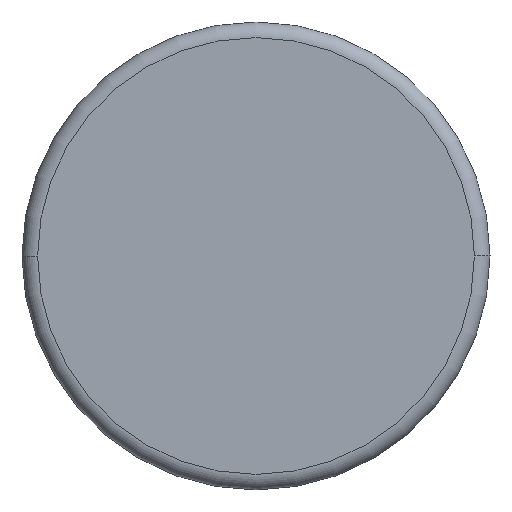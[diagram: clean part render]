
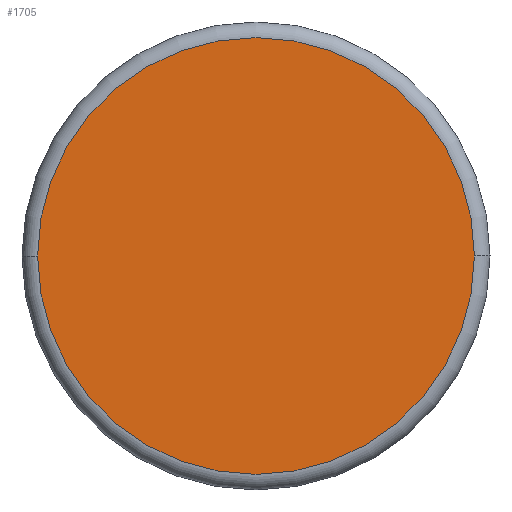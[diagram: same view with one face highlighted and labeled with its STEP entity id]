
A CAD part, front view. The second image highlights one B-rep face of the part: STEP entity #1705.
In plain terms, the highlighted planar face has unit normal (0, -1, 0).
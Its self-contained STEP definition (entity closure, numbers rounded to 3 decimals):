
#35 = CIRCLE ( 'NONE', #389, 7. ) ;
#389 = AXIS2_PLACEMENT_3D ( 'NONE', #1114, #622, #1465 ) ;
#622 = DIRECTION ( 'NONE',  ( 0., -1., 0. ) ) ;
#686 = DIRECTION ( 'NONE',  ( 0., 1., 0. ) ) ;
#823 = DIRECTION ( 'NONE',  ( -1., 0., 0. ) ) ;
#853 = CARTESIAN_POINT ( 'NONE',  ( 0., -20., 0. ) ) ;
#860 = CIRCLE ( 'NONE', #1322, 7. ) ;
#864 = ORIENTED_EDGE ( 'NONE', *, *, #1377, .T. ) ;
#965 = CARTESIAN_POINT ( 'NONE',  ( 7., -20., 0. ) ) ;
#992 = DIRECTION ( 'NONE',  ( 0., -1., 0. ) ) ;
#1114 = CARTESIAN_POINT ( 'NONE',  ( 0., -20., 0. ) ) ;
#1175 = EDGE_CURVE ( 'NONE', #1879, #1186, #35, .T. ) ;
#1186 = VERTEX_POINT ( 'NONE', #965 ) ;
#1322 = AXIS2_PLACEMENT_3D ( 'NONE', #1662, #992, #823 ) ;
#1331 = FACE_OUTER_BOUND ( 'NONE', #2135, .T. ) ;
#1350 = DIRECTION ( 'NONE',  ( -1., 0., 0. ) ) ;
#1377 = EDGE_CURVE ( 'NONE', #1186, #1879, #860, .T. ) ;
#1465 = DIRECTION ( 'NONE',  ( -1., 0., 0. ) ) ;
#1662 = CARTESIAN_POINT ( 'NONE',  ( 0., -20., 0. ) ) ;
#1705 = ADVANCED_FACE ( 'NONE', ( #1331 ), #1994, .F. ) ;
#1763 = CARTESIAN_POINT ( 'NONE',  ( -7., -20., 0. ) ) ;
#1765 = ORIENTED_EDGE ( 'NONE', *, *, #1175, .T. ) ;
#1879 = VERTEX_POINT ( 'NONE', #1763 ) ;
#1994 = PLANE ( 'NONE',  #2015 ) ;
#2015 = AXIS2_PLACEMENT_3D ( 'NONE', #853, #686, #1350 ) ;
#2135 = EDGE_LOOP ( 'NONE', ( #1765, #864 ) ) ;
